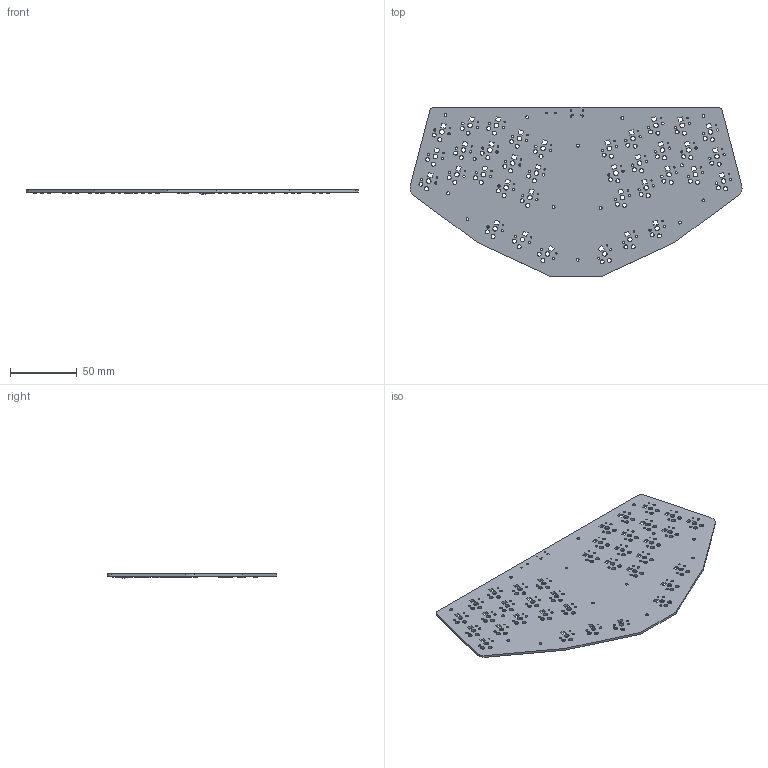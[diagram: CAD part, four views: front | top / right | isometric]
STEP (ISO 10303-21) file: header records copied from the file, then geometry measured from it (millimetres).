
FILE_DESCRIPTION(('KiCad electronic assembly'),'2;1');
FILE_NAME('euclid36.step','2021-04-12T00:30:13',('An Author'),( 'A Company'),'Open CASCADE STEP processor 6.9', 'KiCad to STEP converter','Unknown');
FILE_SCHEMA(('AUTOMOTIVE_DESIGN { 1 0 10303 214 1 1 1 1 }'));
Length unit declared in the file: millimetre
Products named in the file (12): Open CASCADE STEP translator 6.9 1; SOT-23-6; SOLID; R_0805_2012Metric; C_0805_2012Metric; Crystal_SMD_3225-4Pin_3.2x2.5mm; D_SOD-123; COMPOUND
Assembly tree (61 placements, depth 3):
  Open CASCADE STEP translator 6.9 1
    SOT-23-6
      SOLID
    R_0805_2012Metric  x8
      SOLID
    C_0805_2012Metric  x9
      SOLID
    Crystal_SMD_3225-4Pin_3.2x2.5mm
      SOLID
    D_SOD-123  x36
      SOLID
    COMPOUND
Bounding box: 248.12 x 127 x 3.2 mm (x, y, z)
Volume: 37401 mm3; surface area: 51881 mm2
Topology: 56 solids, 56 shells, 3432 faces, 8416 edges, 5152 vertices
Faces by surface type: plane 1724, bspline 966, cylinder 742
Full cylindrical faces by diameter (mm): 0.65 x2, 0.991 x36, 1.3 x2, 1.702 x72, 2.2 x14, 3 x72, 3.429 x36
Entity records: 50304 total; most frequent: CARTESIAN_POINT 8367, DIRECTION 7482, LINE 4304, VECTOR 4304, ORIENTED_EDGE 3808, PCURVE 3808, DEFINITIONAL_REPRESENTATION 3808, EDGE_CURVE 1904
